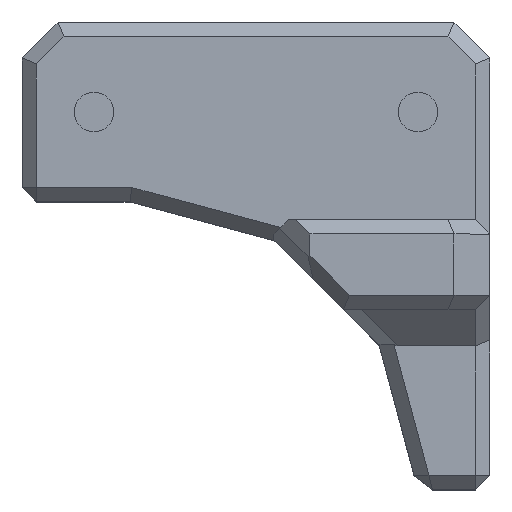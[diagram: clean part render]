
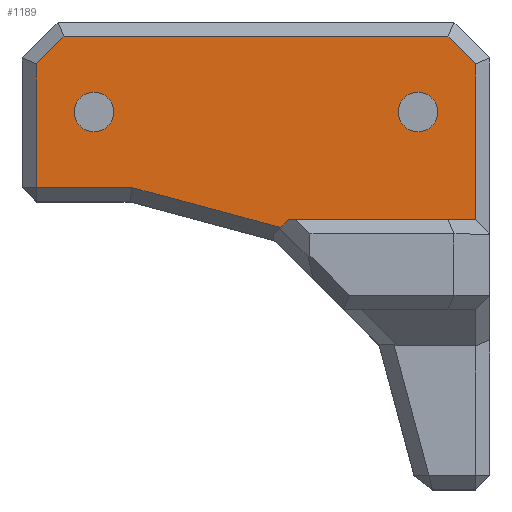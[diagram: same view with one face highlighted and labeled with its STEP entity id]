
A CAD part, top view. The second image highlights one B-rep face of the part: STEP entity #1189.
In plain terms, the highlighted planar face has unit normal (0, 0, 1).
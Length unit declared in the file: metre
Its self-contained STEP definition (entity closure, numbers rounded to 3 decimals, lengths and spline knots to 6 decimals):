
#101=LINE('',#1954,#236);
#102=LINE('',#1957,#237);
#103=LINE('',#1959,#238);
#104=LINE('',#1961,#239);
#105=LINE('',#1963,#240);
#106=LINE('',#1965,#241);
#107=LINE('',#1967,#242);
#108=LINE('',#1969,#243);
#109=LINE('',#1971,#244);
#236=VECTOR('',#1523,1.);
#237=VECTOR('',#1524,1.);
#238=VECTOR('',#1525,1.);
#239=VECTOR('',#1526,1.);
#240=VECTOR('',#1527,1.);
#241=VECTOR('',#1528,1.);
#242=VECTOR('',#1529,1.);
#243=VECTOR('',#1530,1.);
#244=VECTOR('',#1531,1.);
#322=PLANE('',#1294);
#515=ORIENTED_EDGE('',*,*,#673,.T.);
#516=ORIENTED_EDGE('',*,*,#675,.T.);
#517=ORIENTED_EDGE('',*,*,#767,.T.);
#518=ORIENTED_EDGE('',*,*,#768,.T.);
#519=ORIENTED_EDGE('',*,*,#769,.T.);
#520=ORIENTED_EDGE('',*,*,#770,.F.);
#521=ORIENTED_EDGE('',*,*,#771,.F.);
#522=ORIENTED_EDGE('',*,*,#772,.F.);
#523=ORIENTED_EDGE('',*,*,#773,.F.);
#524=ORIENTED_EDGE('',*,*,#774,.F.);
#525=ORIENTED_EDGE('',*,*,#775,.F.);
#673=EDGE_CURVE('',#828,#828,#925,.T.);
#675=EDGE_CURVE('',#830,#830,#927,.T.);
#767=EDGE_CURVE('',#896,#897,#101,.T.);
#768=EDGE_CURVE('',#897,#898,#102,.T.);
#769=EDGE_CURVE('',#898,#899,#103,.T.);
#770=EDGE_CURVE('',#900,#899,#104,.T.);
#771=EDGE_CURVE('',#901,#900,#105,.T.);
#772=EDGE_CURVE('',#902,#901,#106,.T.);
#773=EDGE_CURVE('',#903,#902,#107,.T.);
#774=EDGE_CURVE('',#904,#903,#108,.T.);
#775=EDGE_CURVE('',#896,#904,#109,.T.);
#828=VERTEX_POINT('',#1666);
#830=VERTEX_POINT('',#1671);
#896=VERTEX_POINT('',#1955);
#897=VERTEX_POINT('',#1956);
#898=VERTEX_POINT('',#1958);
#899=VERTEX_POINT('',#1960);
#900=VERTEX_POINT('',#1962);
#901=VERTEX_POINT('',#1964);
#902=VERTEX_POINT('',#1966);
#903=VERTEX_POINT('',#1968);
#904=VERTEX_POINT('',#1970);
#925=CIRCLE('',#1242,0.00275);
#927=CIRCLE('',#1245,0.00275);
#997=EDGE_LOOP('',(#515));
#998=EDGE_LOOP('',(#516));
#999=EDGE_LOOP('',(#517,#518,#519,#520,#521,#522,#523,#524,#525));
#1097=FACE_BOUND('',#997,.T.);
#1098=FACE_BOUND('',#998,.T.);
#1099=FACE_BOUND('',#999,.T.);
#1189=ADVANCED_FACE('',(#1097,#1098,#1099),#322,.T.);
#1242=AXIS2_PLACEMENT_3D('',#1665,#1340,#1341);
#1245=AXIS2_PLACEMENT_3D('',#1670,#1346,#1347);
#1294=AXIS2_PLACEMENT_3D('',#1953,#1521,#1522);
#1340=DIRECTION('',(0.,0.,-1.));
#1341=DIRECTION('',(-1.,0.,0.));
#1346=DIRECTION('',(0.,0.,-1.));
#1347=DIRECTION('',(-1.,0.,0.));
#1521=DIRECTION('',(0.,0.,1.));
#1522=DIRECTION('',(1.,0.,0.));
#1523=DIRECTION('',(0.966,-0.259,0.));
#1524=DIRECTION('',(0.707,0.707,0.));
#1525=DIRECTION('',(1.,0.,0.));
#1526=DIRECTION('',(0.,-1.,0.));
#1527=DIRECTION('',(0.707,-0.707,0.));
#1528=DIRECTION('',(1.,0.,0.));
#1529=DIRECTION('',(0.707,0.707,0.));
#1530=DIRECTION('',(0.,1.,0.));
#1531=DIRECTION('',(-1.,0.,0.));
#1665=CARTESIAN_POINT('',(0.055,0.0525,0.009));
#1666=CARTESIAN_POINT('',(0.05225,0.0525,0.009));
#1670=CARTESIAN_POINT('',(0.01,0.0525,0.009));
#1671=CARTESIAN_POINT('',(0.00725,0.0525,0.009));
#1953=CARTESIAN_POINT('',(0.0325,0.0325,0.009));
#1954=CARTESIAN_POINT('',(0.03417,0.036934,0.009));
#1955=CARTESIAN_POINT('',(0.015263,0.042,0.009));
#1956=CARTESIAN_POINT('',(0.035956,0.036456,0.009));
#1957=CARTESIAN_POINT('',(0.03225,0.03275,0.009));
#1958=CARTESIAN_POINT('',(0.037,0.0375,0.009));
#1959=CARTESIAN_POINT('',(0.04875,0.0375,0.009));
#1960=CARTESIAN_POINT('',(0.063,0.0375,0.009));
#1961=CARTESIAN_POINT('',(0.063,0.04875,0.009));
#1962=CARTESIAN_POINT('',(0.063,0.059172,0.009));
#1963=CARTESIAN_POINT('',(0.061086,0.061086,0.009));
#1964=CARTESIAN_POINT('',(0.059172,0.063,0.009));
#1965=CARTESIAN_POINT('',(0.0575,0.063,0.009));
#1966=CARTESIAN_POINT('',(0.005828,0.063,0.009));
#1967=CARTESIAN_POINT('',(0.003914,0.061086,0.009));
#1968=CARTESIAN_POINT('',(0.002,0.059172,0.009));
#1969=CARTESIAN_POINT('',(0.002,0.03625,0.009));
#1970=CARTESIAN_POINT('',(0.002,0.042,0.009));
#1971=CARTESIAN_POINT('',(0.02375,0.042,0.009));
